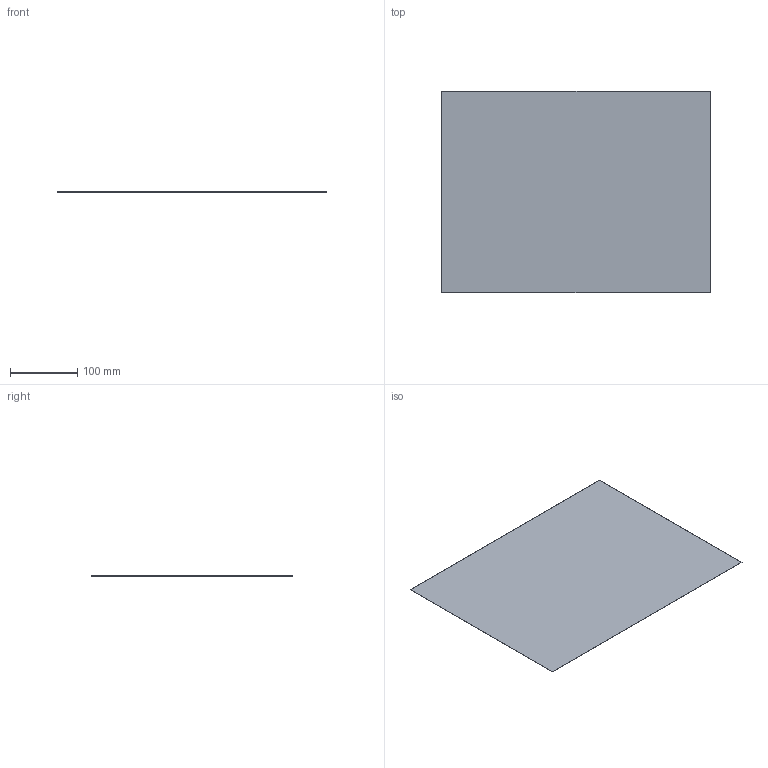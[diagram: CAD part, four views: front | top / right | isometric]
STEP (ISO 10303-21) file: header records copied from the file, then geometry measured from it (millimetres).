
FILE_DESCRIPTION( ( 'Unknown' ), '1' );
FILE_NAME( '402150403020.stp', 'Unknown', ( 'Unknown' ), ( 'Unknown' ), 'PSStep 21.0.46', 'Unknown', ' ' );
FILE_SCHEMA( ( 'AUTOMOTIVE_DESIGN { 1 0 10303 214 1 1 1 1 }' ) );
Length unit declared in the file: millimetre
Products named in the file (5): Assem1; TCPC; Top PET Film; Polyimide; Bot PET Film
Assembly tree (5 placements, depth 2):
  Assem1
    TCPC  x2
    Top PET Film
    Polyimide
    Bot PET Film
Bounding box: 400 x 300 x 0.33 mm (x, y, z)
Volume: 39000 mm3; surface area: 1200455 mm2
Topology: 5 solids, 5 shells, 30 faces, 60 edges, 40 vertices
Faces by surface type: plane 30
Entity records: 898 total; most frequent: CARTESIAN_POINT 110, DIRECTION 108, ORIENTED_EDGE 96, EDGE_CURVE 48, LINE 48, VECTOR 48, VERTEX_POINT 32, AXIS2_PLACEMENT_3D 30
